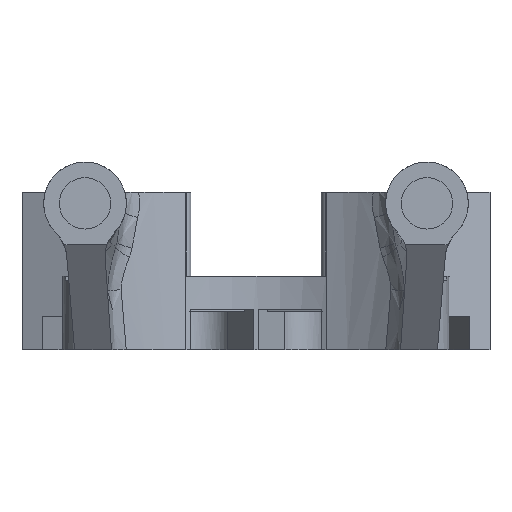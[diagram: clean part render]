
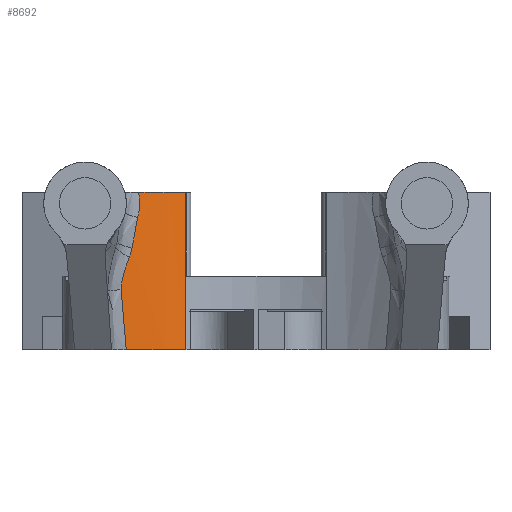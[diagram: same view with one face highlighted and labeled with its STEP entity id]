
A CAD part, front view. The second image highlights one B-rep face of the part: STEP entity #8692.
In plain terms, the highlighted cylindrical face has radius 18 mm (diameter 36 mm), a partial arc.
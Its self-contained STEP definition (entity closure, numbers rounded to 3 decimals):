
#170 = EDGE_CURVE ( 'NONE', #15527, #10710, #2620, .T. ) ;
#218 = AXIS2_PLACEMENT_3D ( 'NONE', #9092, #11304, #5094 ) ;
#303 = ORIENTED_EDGE ( 'NONE', *, *, #11601, .T. ) ;
#467 = ORIENTED_EDGE ( 'NONE', *, *, #2367, .F. ) ;
#635 = B_SPLINE_CURVE_WITH_KNOTS ( 'NONE', 3,
 ( #2349, #3510, #13279, #7281 ),
 .UNSPECIFIED., .F., .F.,
 ( 4, 4 ),
 ( 0., 0.001 ),
 .UNSPECIFIED. ) ;
#1042 = CARTESIAN_POINT ( 'NONE',  ( -10.91, -14.02, 3.515 ) ) ;
#1261 = CARTESIAN_POINT ( 'NONE',  ( -11.924, -14.851, -2.982 ) ) ;
#1583 = CARTESIAN_POINT ( 'NONE',  ( -10.393, -13.641, 6.745 ) ) ;
#1719 = CARTESIAN_POINT ( 'NONE',  ( -12.068, -14.982, -0.956 ) ) ;
#1745 = VERTEX_POINT ( 'NONE', #4886 ) ;
#2026 = DIRECTION ( 'NONE',  ( 0., 0., -1. ) ) ;
#2349 = CARTESIAN_POINT ( 'NONE',  ( -11.102, -14.169, 2.515 ) ) ;
#2367 = EDGE_CURVE ( 'NONE', #9617, #9505, #5892, .T. ) ;
#2617 = CARTESIAN_POINT ( 'NONE',  ( -10.846, -13.972, 3.848 ) ) ;
#2620 =( BOUNDED_CURVE ( )  B_SPLINE_CURVE ( 3, ( #11354, #1261, #6366, #13747 ),
 .UNSPECIFIED., .F., .T. ) 
 B_SPLINE_CURVE_WITH_KNOTS ( ( 4, 4 ),
 ( 0.835, 0.869 ),
 .UNSPECIFIED. ) 
 CURVE ( )  GEOMETRIC_REPRESENTATION_ITEM ( )  RATIONAL_B_SPLINE_CURVE ( ( 1., 1., 1., 1. ) ) 
 REPRESENTATION_ITEM ( '' )  );
#2795 = CARTESIAN_POINT ( 'NONE',  ( -11.89, -14.823, 0.043 ) ) ;
#2996 = CARTESIAN_POINT ( 'NONE',  ( -10.427, -13.665, 7.129 ) ) ;
#3132 = CARTESIAN_POINT ( 'NONE',  ( -11.615, -14.586, -6.6 ) ) ;
#3212 = EDGE_CURVE ( 'NONE', #13148, #15527, #13600, .T. ) ;
#3221 = ORIENTED_EDGE ( 'NONE', *, *, #170, .T. ) ;
#3301 = CARTESIAN_POINT ( 'NONE',  ( 0., -28.337, -6.6 ) ) ;
#3510 = CARTESIAN_POINT ( 'NONE',  ( -11.158, -14.213, 2.227 ) ) ;
#3554 = CARTESIAN_POINT ( 'NONE',  ( 0., -28.337, 7.5 ) ) ;
#3641 = VERTEX_POINT ( 'NONE', #4714 ) ;
#4042 = AXIS2_PLACEMENT_3D ( 'NONE', #3554, #4631, #11070 ) ;
#4097 = CYLINDRICAL_SURFACE ( 'NONE', #218, 18. ) ;
#4262 = CARTESIAN_POINT ( 'NONE',  ( -11.692, -14.65, 0.766 ) ) ;
#4279 = DIRECTION ( 'NONE',  ( 0., 0., 1. ) ) ;
#4585 = ORIENTED_EDGE ( 'NONE', *, *, #9926, .F. ) ;
#4586 = CARTESIAN_POINT ( 'NONE',  ( -6.296, -11.474, 0.45 ) ) ;
#4631 = DIRECTION ( 'NONE',  ( 0., 0., 1. ) ) ;
#4714 = CARTESIAN_POINT ( 'NONE',  ( -10.505, -13.721, 7.5 ) ) ;
#4850 = CARTESIAN_POINT ( 'NONE',  ( -11.102, -14.169, 2.515 ) ) ;
#4886 = CARTESIAN_POINT ( 'NONE',  ( -11.102, -14.169, 2.515 ) ) ;
#5094 = DIRECTION ( 'NONE',  ( 1., 0., 0. ) ) ;
#5361 = CIRCLE ( 'NONE', #4042, 18. ) ;
#5548 = B_SPLINE_CURVE_WITH_KNOTS ( 'NONE', 3,
 ( #9210, #2996, #1583, #7985, #6607, #15461 ),
 .UNSPECIFIED., .F., .F.,
 ( 4, 2, 4 ),
 ( 0., 0.001, 0.002 ),
 .UNSPECIFIED. ) ;
#5582 = CARTESIAN_POINT ( 'NONE',  ( -11.527, -14.51, 1.23 ) ) ;
#5892 = LINE ( 'NONE', #4586, #6919 ) ;
#5926 = AXIS2_PLACEMENT_3D ( 'NONE', #3301, #4279, #13301 ) ;
#6072 = CARTESIAN_POINT ( 'NONE',  ( -10.973, -14.068, 3.181 ) ) ;
#6210 = VERTEX_POINT ( 'NONE', #13620 ) ;
#6366 = CARTESIAN_POINT ( 'NONE',  ( -11.77, -14.717, -4.778 ) ) ;
#6607 = CARTESIAN_POINT ( 'NONE',  ( -10.484, -13.705, 5.603 ) ) ;
#6638 = B_SPLINE_CURVE_WITH_KNOTS ( 'NONE', 3,
 ( #8770, #13857, #12295, #7301, #9992, #2617, #1042, #6072, #12547, #4850 ),
 .UNSPECIFIED., .F., .F.,
 ( 4, 3, 3, 4 ),
 ( 0., 0.001, 0.002, 0.003 ),
 .UNSPECIFIED. ) ;
#6742 = CARTESIAN_POINT ( 'NONE',  ( -12.075, -14.988, -1.213 ) ) ;
#6919 = VECTOR ( 'NONE', #2026, 1000. ) ;
#7281 = CARTESIAN_POINT ( 'NONE',  ( -11.346, -14.363, 1.687 ) ) ;
#7301 = CARTESIAN_POINT ( 'NONE',  ( -10.722, -13.879, 4.515 ) ) ;
#7472 = CARTESIAN_POINT ( 'NONE',  ( -12.075, -14.988, -1.213 ) ) ;
#7981 = CARTESIAN_POINT ( 'NONE',  ( -6.296, -11.474, -6.6 ) ) ;
#7985 = CARTESIAN_POINT ( 'NONE',  ( -10.422, -13.661, 5.982 ) ) ;
#8562 = EDGE_LOOP ( 'NONE', ( #303, #10362, #9987, #15239, #14451, #3221, #4585, #467 ) ) ;
#8692 = ADVANCED_FACE ( 'NONE', ( #15338 ), #4097, .F. ) ;
#8714 = CARTESIAN_POINT ( 'NONE',  ( -6.296, -11.474, 7.5 ) ) ;
#8770 = CARTESIAN_POINT ( 'NONE',  ( -10.588, -13.78, 5.242 ) ) ;
#9017 = CARTESIAN_POINT ( 'NONE',  ( -12.037, -14.954, -0.701 ) ) ;
#9092 = CARTESIAN_POINT ( 'NONE',  ( 0., -28.337, -6.6 ) ) ;
#9097 = CARTESIAN_POINT ( 'NONE',  ( -11.948, -14.875, -0.202 ) ) ;
#9210 = CARTESIAN_POINT ( 'NONE',  ( -10.505, -13.721, 7.5 ) ) ;
#9254 = CARTESIAN_POINT ( 'NONE',  ( -11.346, -14.363, 1.687 ) ) ;
#9505 = VERTEX_POINT ( 'NONE', #7981 ) ;
#9617 = VERTEX_POINT ( 'NONE', #8714 ) ;
#9840 = CIRCLE ( 'NONE', #5926, 18. ) ;
#9926 = EDGE_CURVE ( 'NONE', #9505, #10710, #9840, .T. ) ;
#9987 = ORIENTED_EDGE ( 'NONE', *, *, #12171, .T. ) ;
#9992 = CARTESIAN_POINT ( 'NONE',  ( -10.784, -13.925, 4.181 ) ) ;
#10294 = EDGE_CURVE ( 'NONE', #3641, #6210, #5548, .T. ) ;
#10362 = ORIENTED_EDGE ( 'NONE', *, *, #10294, .T. ) ;
#10710 = VERTEX_POINT ( 'NONE', #3132 ) ;
#11070 = DIRECTION ( 'NONE',  ( -1., 0., 0. ) ) ;
#11304 = DIRECTION ( 'NONE',  ( 0., 0., 1. ) ) ;
#11354 = CARTESIAN_POINT ( 'NONE',  ( -12.075, -14.988, -1.213 ) ) ;
#11601 = EDGE_CURVE ( 'NONE', #9617, #3641, #5361, .T. ) ;
#12171 = EDGE_CURVE ( 'NONE', #6210, #1745, #6638, .T. ) ;
#12295 = CARTESIAN_POINT ( 'NONE',  ( -10.677, -13.845, 4.757 ) ) ;
#12547 = CARTESIAN_POINT ( 'NONE',  ( -11.037, -14.118, 2.848 ) ) ;
#13148 = VERTEX_POINT ( 'NONE', #9254 ) ;
#13258 = EDGE_CURVE ( 'NONE', #1745, #13148, #635, .T. ) ;
#13279 = CARTESIAN_POINT ( 'NONE',  ( -11.241, -14.278, 1.952 ) ) ;
#13301 = DIRECTION ( 'NONE',  ( -1., 0., 0. ) ) ;
#13600 = B_SPLINE_CURVE_WITH_KNOTS ( 'NONE', 3,
 ( #14368, #5582, #4262, #2795, #9097, #9017, #1719, #6742 ),
 .UNSPECIFIED., .F., .F.,
 ( 4, 2, 2, 4 ),
 ( 0., 0.002, 0.002, 0.003 ),
 .UNSPECIFIED. ) ;
#13620 = CARTESIAN_POINT ( 'NONE',  ( -10.588, -13.78, 5.242 ) ) ;
#13747 = CARTESIAN_POINT ( 'NONE',  ( -11.615, -14.586, -6.6 ) ) ;
#13857 = CARTESIAN_POINT ( 'NONE',  ( -10.632, -13.813, 4.999 ) ) ;
#14368 = CARTESIAN_POINT ( 'NONE',  ( -11.346, -14.363, 1.687 ) ) ;
#14451 = ORIENTED_EDGE ( 'NONE', *, *, #3212, .T. ) ;
#15239 = ORIENTED_EDGE ( 'NONE', *, *, #13258, .T. ) ;
#15338 = FACE_OUTER_BOUND ( 'NONE', #8562, .T. ) ;
#15461 = CARTESIAN_POINT ( 'NONE',  ( -10.588, -13.78, 5.242 ) ) ;
#15527 = VERTEX_POINT ( 'NONE', #7472 ) ;
